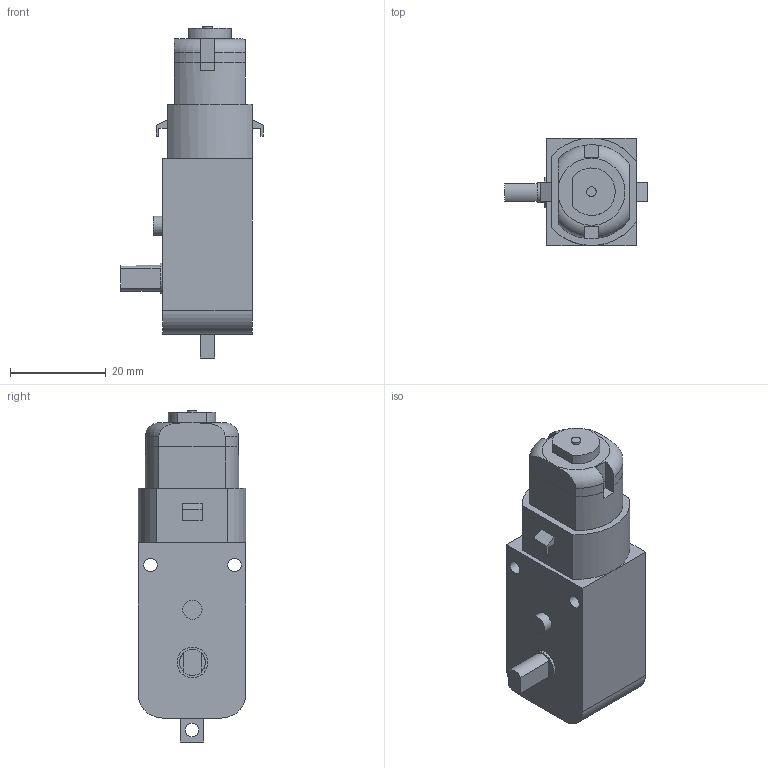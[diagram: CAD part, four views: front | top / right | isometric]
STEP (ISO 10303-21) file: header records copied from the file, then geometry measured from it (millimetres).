
FILE_DESCRIPTION(/* description */ (''),/* implementation_level */ '2;1');
FILE_NAME(/* name */ 'mBot_motor_22mm.stp',/* time_stamp */ '2017-07-27T21:06:26+02:00',/* author */ ('drobles'),/* organization */ (''),/* preprocessor_version */ 'ST-DEVELOPER v16.5',/* originating_system */ 'Autodesk Inventor 2017',/* authorisation */ '');
FILE_SCHEMA (('AUTOMOTIVE_DESIGN { 1 0 10303 214 3 1 1 }'));
Length unit declared in the file: centimetre
Products named in the file (1): mBot_motor_22mm
Bounding box: 29.79 x 22.4 x 69.23 mm (x, y, z)
Volume: 22625.4 mm3; surface area: 6585.4 mm2
Topology: 5 solids, 5 shells, 82 faces, 196 edges, 130 vertices
Faces by surface type: plane 63, cylinder 18, torus 1
Full cylindrical faces by diameter (mm): 2 x1, 2.8 x3, 4 x1, 5.4 x1, 6.4 x1
Entity records: 2544 total; most frequent: CARTESIAN_POINT 485, DIRECTION 391, ORIENTED_EDGE 376, EDGE_CURVE 188, LINE 133, VECTOR 133, VERTEX_POINT 129, AXIS2_PLACEMENT_3D 129
